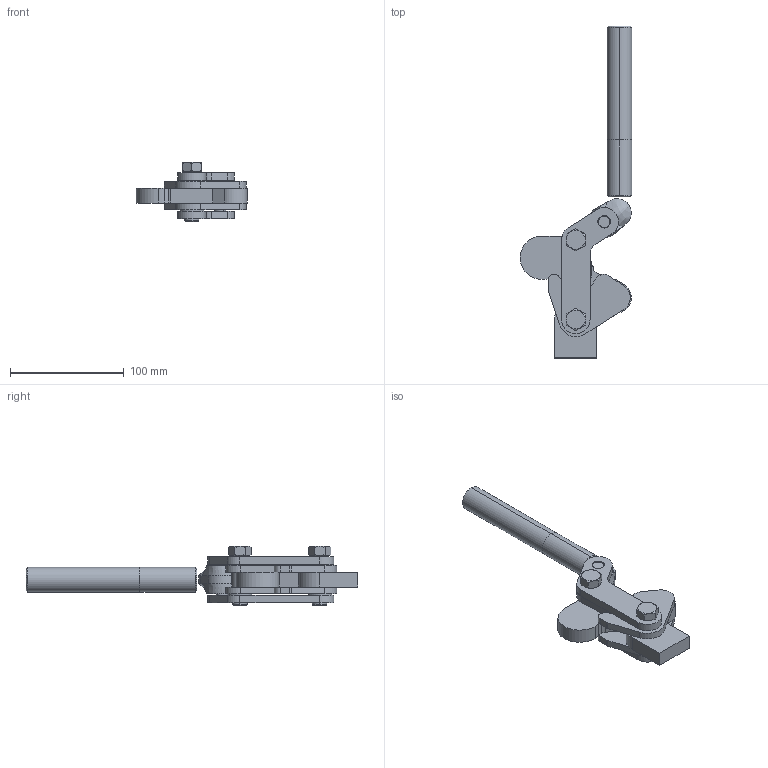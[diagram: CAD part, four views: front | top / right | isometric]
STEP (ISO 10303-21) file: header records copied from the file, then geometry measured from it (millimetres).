
FILE_DESCRIPTION (( 'STEP AP214' ), '1' );
FILE_NAME ('GH-702-D.STEP', '2020-03-03T07:41:58', ( 'LinWei' ), ( '' ), 'SwSTEP 2.0', 'SolidWorks 2016', '' );
FILE_SCHEMA (( 'AUTOMOTIVE_DESIGN' ));
Length unit declared in the file: millimetre
Products named in the file (8): GH-702-D; Group2^GH-702-D(簡化); Group5^GH-702-D(簡化); Group6^GH-702-D(簡化); 3700208-1^GH-702-D(簡化); 3700226-1^GH-702-D(簡化); 3700229-1^GH-702-D(簡化); 4702D152
Assembly tree (7 placements, depth 2):
  GH-702-D
    Group2^GH-702-D(簡化)
    Group5^GH-702-D(簡化)
    Group6^GH-702-D(簡化)
    3700208-1^GH-702-D(簡化)
    3700226-1^GH-702-D(簡化)
    3700229-1^GH-702-D(簡化)
    4702D152
Bounding box: 97.86 x 291.43 x 51.9 mm (x, y, z)
Volume: 195080.9 mm3; surface area: 78466.4 mm2
Topology: 7 solids, 7 shells, 196 faces, 488 edges, 322 vertices
Faces by surface type: cylinder 94, plane 80, cone 16, bspline 6
Entity records: 7747 total; most frequent: CARTESIAN_POINT 2117, DIRECTION 1036, ORIENTED_EDGE 972, EDGE_CURVE 486, AXIS2_PLACEMENT_3D 400, VERTEX_POINT 322, VECTOR 236, EDGE_LOOP 236
